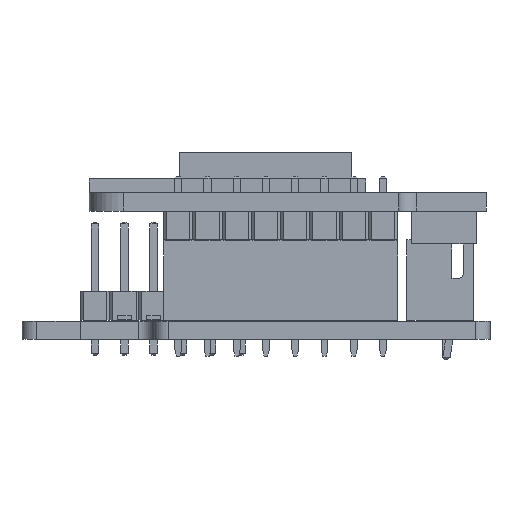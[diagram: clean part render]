
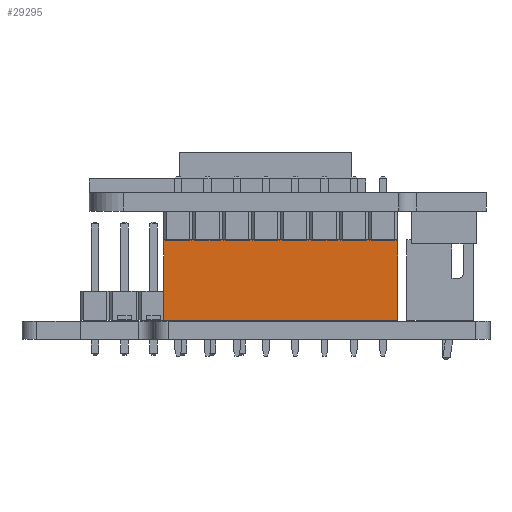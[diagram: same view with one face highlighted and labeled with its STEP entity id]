
A CAD part, left-side view. The second image highlights one B-rep face of the part: STEP entity #29295.
In plain terms, the highlighted planar face has unit normal (-1, 0, 0).
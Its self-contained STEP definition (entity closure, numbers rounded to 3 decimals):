
#26129 = PLANE('',#26130);
#26130 = AXIS2_PLACEMENT_3D('',#26131,#26132,#26133);
#26131 = CARTESIAN_POINT('',(-1.27,-19.05,0.));
#26132 = DIRECTION('',(0.,1.,0.));
#26133 = DIRECTION('',(1.,0.,0.));
#26157 = PLANE('',#26158);
#26158 = AXIS2_PLACEMENT_3D('',#26159,#26160,#26161);
#26159 = CARTESIAN_POINT('',(1.27,-19.05,7.));
#26160 = DIRECTION('',(0.,0.,-1.));
#26161 = DIRECTION('',(0.,-1.,0.));
#26185 = PLANE('',#26186);
#26186 = AXIS2_PLACEMENT_3D('',#26187,#26188,#26189);
#26187 = CARTESIAN_POINT('',(1.27,1.27,0.));
#26188 = DIRECTION('',(0.,-1.,0.));
#26189 = DIRECTION('',(-1.,0.,0.));
#26227 = VERTEX_POINT('',#26228);
#26228 = CARTESIAN_POINT('',(-1.27,-19.05,0.));
#26244 = PLANE('',#26245);
#26245 = AXIS2_PLACEMENT_3D('',#26246,#26247,#26248);
#26246 = CARTESIAN_POINT('',(1.27,-19.05,0.));
#26247 = DIRECTION('',(0.,0.,-1.));
#26248 = DIRECTION('',(0.,-1.,0.));
#26256 = EDGE_CURVE('',#26227,#26257,#26259,.T.);
#26257 = VERTEX_POINT('',#26258);
#26258 = CARTESIAN_POINT('',(-1.27,-19.05,7.));
#26259 = SURFACE_CURVE('',#26260,(#26264,#26271),.PCURVE_S1.);
#26260 = LINE('',#26261,#26262);
#26261 = CARTESIAN_POINT('',(-1.27,-19.05,0.));
#26262 = VECTOR('',#26263,1.);
#26263 = DIRECTION('',(0.,0.,1.));
#26264 = PCURVE('',#26129,#26265);
#26265 = DEFINITIONAL_REPRESENTATION('',(#26266),#26270);
#26266 = LINE('',#26267,#26268);
#26267 = CARTESIAN_POINT('',(0.,0.));
#26268 = VECTOR('',#26269,1.);
#26269 = DIRECTION('',(0.,-1.));
#26270 = ( GEOMETRIC_REPRESENTATION_CONTEXT(2) 
PARAMETRIC_REPRESENTATION_CONTEXT() REPRESENTATION_CONTEXT('2D SPACE',''
  ) );
#26271 = PCURVE('',#26272,#26277);
#26272 = PLANE('',#26273);
#26273 = AXIS2_PLACEMENT_3D('',#26274,#26275,#26276);
#26274 = CARTESIAN_POINT('',(-1.27,1.27,0.));
#26275 = DIRECTION('',(1.,0.,0.));
#26276 = DIRECTION('',(0.,-1.,0.));
#26277 = DEFINITIONAL_REPRESENTATION('',(#26278),#26282);
#26278 = LINE('',#26279,#26280);
#26279 = CARTESIAN_POINT('',(20.32,0.));
#26280 = VECTOR('',#26281,1.);
#26281 = DIRECTION('',(0.,-1.));
#26282 = ( GEOMETRIC_REPRESENTATION_CONTEXT(2) 
PARAMETRIC_REPRESENTATION_CONTEXT() REPRESENTATION_CONTEXT('2D SPACE',''
  ) );
#26439 = VERTEX_POINT('',#26440);
#26440 = CARTESIAN_POINT('',(-1.27,1.27,7.));
#26461 = EDGE_CURVE('',#26462,#26439,#26464,.T.);
#26462 = VERTEX_POINT('',#26463);
#26463 = CARTESIAN_POINT('',(-1.27,1.27,0.));
#26464 = SURFACE_CURVE('',#26465,(#26469,#26476),.PCURVE_S1.);
#26465 = LINE('',#26466,#26467);
#26466 = CARTESIAN_POINT('',(-1.27,1.27,0.));
#26467 = VECTOR('',#26468,1.);
#26468 = DIRECTION('',(0.,0.,1.));
#26469 = PCURVE('',#26185,#26470);
#26470 = DEFINITIONAL_REPRESENTATION('',(#26471),#26475);
#26471 = LINE('',#26472,#26473);
#26472 = CARTESIAN_POINT('',(2.54,0.));
#26473 = VECTOR('',#26474,1.);
#26474 = DIRECTION('',(0.,-1.));
#26475 = ( GEOMETRIC_REPRESENTATION_CONTEXT(2) 
PARAMETRIC_REPRESENTATION_CONTEXT() REPRESENTATION_CONTEXT('2D SPACE',''
  ) );
#26476 = PCURVE('',#26272,#26477);
#26477 = DEFINITIONAL_REPRESENTATION('',(#26478),#26482);
#26478 = LINE('',#26479,#26480);
#26479 = CARTESIAN_POINT('',(0.,0.));
#26480 = VECTOR('',#26481,1.);
#26481 = DIRECTION('',(0.,-1.));
#26482 = ( GEOMETRIC_REPRESENTATION_CONTEXT(2) 
PARAMETRIC_REPRESENTATION_CONTEXT() REPRESENTATION_CONTEXT('2D SPACE',''
  ) );
#26606 = EDGE_CURVE('',#26439,#26257,#26607,.T.);
#26607 = SURFACE_CURVE('',#26608,(#26612,#26619),.PCURVE_S1.);
#26608 = LINE('',#26609,#26610);
#26609 = CARTESIAN_POINT('',(-1.27,1.27,7.));
#26610 = VECTOR('',#26611,1.);
#26611 = DIRECTION('',(0.,-1.,0.));
#26612 = PCURVE('',#26157,#26613);
#26613 = DEFINITIONAL_REPRESENTATION('',(#26614),#26618);
#26614 = LINE('',#26615,#26616);
#26615 = CARTESIAN_POINT('',(-20.32,2.54));
#26616 = VECTOR('',#26617,1.);
#26617 = DIRECTION('',(1.,0.));
#26618 = ( GEOMETRIC_REPRESENTATION_CONTEXT(2) 
PARAMETRIC_REPRESENTATION_CONTEXT() REPRESENTATION_CONTEXT('2D SPACE',''
  ) );
#26619 = PCURVE('',#26272,#26620);
#26620 = DEFINITIONAL_REPRESENTATION('',(#26621),#26625);
#26621 = LINE('',#26622,#26623);
#26622 = CARTESIAN_POINT('',(0.,-7.));
#26623 = VECTOR('',#26624,1.);
#26624 = DIRECTION('',(1.,0.));
#26625 = ( GEOMETRIC_REPRESENTATION_CONTEXT(2) 
PARAMETRIC_REPRESENTATION_CONTEXT() REPRESENTATION_CONTEXT('2D SPACE',''
  ) );
#27565 = EDGE_CURVE('',#26462,#26227,#27566,.T.);
#27566 = SURFACE_CURVE('',#27567,(#27571,#27578),.PCURVE_S1.);
#27567 = LINE('',#27568,#27569);
#27568 = CARTESIAN_POINT('',(-1.27,1.27,0.));
#27569 = VECTOR('',#27570,1.);
#27570 = DIRECTION('',(0.,-1.,0.));
#27571 = PCURVE('',#26244,#27572);
#27572 = DEFINITIONAL_REPRESENTATION('',(#27573),#27577);
#27573 = LINE('',#27574,#27575);
#27574 = CARTESIAN_POINT('',(-20.32,2.54));
#27575 = VECTOR('',#27576,1.);
#27576 = DIRECTION('',(1.,0.));
#27577 = ( GEOMETRIC_REPRESENTATION_CONTEXT(2) 
PARAMETRIC_REPRESENTATION_CONTEXT() REPRESENTATION_CONTEXT('2D SPACE',''
  ) );
#27578 = PCURVE('',#26272,#27579);
#27579 = DEFINITIONAL_REPRESENTATION('',(#27580),#27584);
#27580 = LINE('',#27581,#27582);
#27581 = CARTESIAN_POINT('',(0.,0.));
#27582 = VECTOR('',#27583,1.);
#27583 = DIRECTION('',(1.,0.));
#27584 = ( GEOMETRIC_REPRESENTATION_CONTEXT(2) 
PARAMETRIC_REPRESENTATION_CONTEXT() REPRESENTATION_CONTEXT('2D SPACE',''
  ) );
#29295 = ADVANCED_FACE('',(#29296),#26272,.F.);
#29296 = FACE_BOUND('',#29297,.F.);
#29297 = EDGE_LOOP('',(#29298,#29299,#29300,#29301));
#29298 = ORIENTED_EDGE('',*,*,#26461,.T.);
#29299 = ORIENTED_EDGE('',*,*,#26606,.T.);
#29300 = ORIENTED_EDGE('',*,*,#26256,.F.);
#29301 = ORIENTED_EDGE('',*,*,#27565,.F.);
